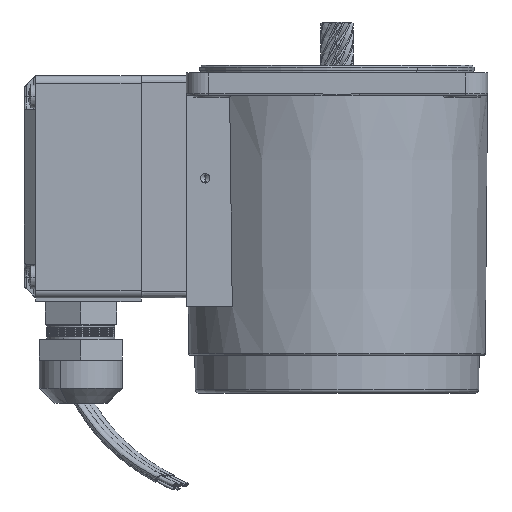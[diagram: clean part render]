
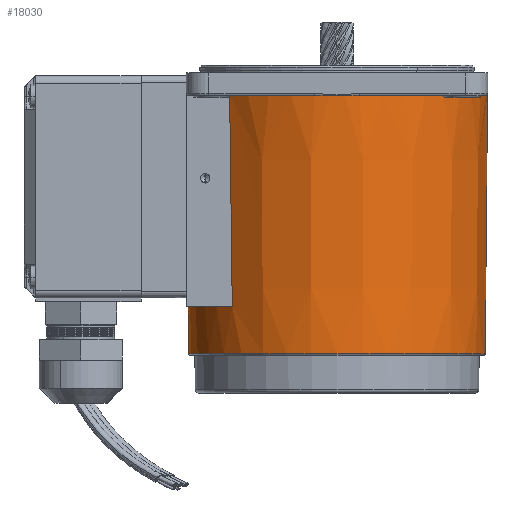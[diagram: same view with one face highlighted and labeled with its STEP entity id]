
A CAD part, left-side view. The second image highlights one B-rep face of the part: STEP entity #18030.
In plain terms, the highlighted conical face has half-angle 0.5 degrees and reference radius 39.35 mm.
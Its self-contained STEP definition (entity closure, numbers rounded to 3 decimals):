
#3378 = VERTEX_POINT ( 'NONE', #22484 ) ;
#3381 = VERTEX_POINT ( 'NONE', #22504 ) ;
#3382 = VERTEX_POINT ( 'NONE', #22503 ) ;
#3386 = EDGE_CURVE ( 'NONE', #3382, #3388, #22558, .T. ) ;
#3388 = VERTEX_POINT ( 'NONE', #22561 ) ;
#3426 = EDGE_CURVE ( 'NONE', #3381, #3378, #22564, .T. ) ;
#3561 = VERTEX_POINT ( 'NONE', #22887 ) ;
#3564 = VERTEX_POINT ( 'NONE', #22863 ) ;
#3573 = VERTEX_POINT ( 'NONE', #22961 ) ;
#3574 = VERTEX_POINT ( 'NONE', #22954 ) ;
#3580 = EDGE_CURVE ( 'NONE', #3573, #3574, #21671, .T. ) ;
#3629 = EDGE_CURVE ( 'NONE', #3561, #3564, #23028, .T. ) ;
#18018 = VERTEX_POINT ( 'NONE', #29252 ) ;
#18021 = ORIENTED_EDGE ( 'NONE', *, *, #18090, .F. ) ;
#18029 = EDGE_CURVE ( 'NONE', #3382, #3381, #29248, .T. ) ;
#18030 = ADVANCED_FACE ( 'NONE', ( #29229 ), #29235, .T. ) ;
#18048 = EDGE_LOOP ( 'NONE', ( #18082, #18084, #18089, #18092, #18083, #18093, #18088, #18021, #18070 ) ) ;
#18069 = EDGE_CURVE ( 'NONE', #3388, #18018, #29298, .T. ) ;
#18070 = ORIENTED_EDGE ( 'NONE', *, *, #18069, .F. ) ;
#18082 = ORIENTED_EDGE ( 'NONE', *, *, #3386, .F. ) ;
#18083 = ORIENTED_EDGE ( 'NONE', *, *, #3580, .F. ) ;
#18084 = ORIENTED_EDGE ( 'NONE', *, *, #18029, .T. ) ;
#18085 = EDGE_CURVE ( 'NONE', #3574, #3378, #29338, .T. ) ;
#18087 = EDGE_CURVE ( 'NONE', #3564, #3573, #29313, .T. ) ;
#18088 = ORIENTED_EDGE ( 'NONE', *, *, #3629, .F. ) ;
#18089 = ORIENTED_EDGE ( 'NONE', *, *, #3426, .T. ) ;
#18090 = EDGE_CURVE ( 'NONE', #18018, #3561, #29322, .T. ) ;
#18092 = ORIENTED_EDGE ( 'NONE', *, *, #18085, .F. ) ;
#18093 = ORIENTED_EDGE ( 'NONE', *, *, #18087, .F. ) ;
#21545 = DIRECTION ( 'NONE',  ( 1., 0., 0. ) ) ;
#21609 = AXIS2_PLACEMENT_3D ( 'NONE', #21643, #21642, #21545 ) ;
#21642 = DIRECTION ( 'NONE',  ( 0., 0., 1. ) ) ;
#21643 = CARTESIAN_POINT ( 'NONE',  ( 0., 0., -6. ) ) ;
#21671 = CIRCLE ( 'NONE', #21609, 39.948 ) ;
#22484 = CARTESIAN_POINT ( 'NONE',  ( 39.948, 0., -6. ) ) ;
#22503 = CARTESIAN_POINT ( 'NONE',  ( -39.35, 0., -74.504 ) ) ;
#22504 = CARTESIAN_POINT ( 'NONE',  ( 39.35, 0., -74.504 ) ) ;
#22555 = DIRECTION ( 'NONE',  ( -0.009, 0., 1. ) ) ;
#22556 = VECTOR ( 'NONE', #22555, 1000. ) ;
#22557 = CARTESIAN_POINT ( 'NONE',  ( -39.35, 0., -74.504 ) ) ;
#22558 = LINE ( 'NONE', #22557, #22556 ) ;
#22561 = CARTESIAN_POINT ( 'NONE',  ( -39.459, 0., -62. ) ) ;
#22563 = CARTESIAN_POINT ( 'NONE',  ( 39.35, 0., -74.504 ) ) ;
#22564 = LINE ( 'NONE', #22563, #22609 ) ;
#22608 = DIRECTION ( 'NONE',  ( 0.009, 0., 1. ) ) ;
#22609 = VECTOR ( 'NONE', #22608, 1000. ) ;
#22863 = CARTESIAN_POINT ( 'NONE',  ( -5.964, -39.5, -6. ) ) ;
#22887 = CARTESIAN_POINT ( 'NONE',  ( -28.492, -28., -6. ) ) ;
#22954 = CARTESIAN_POINT ( 'NONE',  ( 39.5, -5.964, -6. ) ) ;
#22961 = CARTESIAN_POINT ( 'NONE',  ( 5.964, -39.5, -6. ) ) ;
#23028 = CIRCLE ( 'NONE', #23091, 39.948 ) ;
#23033 = CARTESIAN_POINT ( 'NONE',  ( 0., 0., -6. ) ) ;
#23089 = DIRECTION ( 'NONE',  ( 1., 0., 0. ) ) ;
#23090 = DIRECTION ( 'NONE',  ( 0., 0., 1. ) ) ;
#23091 = AXIS2_PLACEMENT_3D ( 'NONE', #23033, #23090, #23089 ) ;
#29229 = FACE_OUTER_BOUND ( 'NONE', #18048, .T. ) ;
#29230 = DIRECTION ( 'NONE',  ( 1., 0., 0. ) ) ;
#29231 = DIRECTION ( 'NONE',  ( 0., 0., 1. ) ) ;
#29232 = CARTESIAN_POINT ( 'NONE',  ( 0., 0., -74.504 ) ) ;
#29235 = CONICAL_SURFACE ( 'NONE', #29245, 39.35, 0.009 ) ;
#29245 = AXIS2_PLACEMENT_3D ( 'NONE', #29232, #29260, #29259 ) ;
#29246 = CARTESIAN_POINT ( 'NONE',  ( 0., 0., -74.504 ) ) ;
#29247 = AXIS2_PLACEMENT_3D ( 'NONE', #29246, #29231, #29230 ) ;
#29248 = CIRCLE ( 'NONE', #29247, 39.35 ) ;
#29252 = CARTESIAN_POINT ( 'NONE',  ( -27.803, -28., -62. ) ) ;
#29259 = DIRECTION ( 'NONE',  ( 1., 0., 0. ) ) ;
#29260 = DIRECTION ( 'NONE',  ( 0., 0., 1. ) ) ;
#29293 = DIRECTION ( 'NONE',  ( 0., 1., 0. ) ) ;
#29294 = DIRECTION ( 'NONE',  ( 0., 0., 1. ) ) ;
#29295 = CARTESIAN_POINT ( 'NONE',  ( 0., 0., -62. ) ) ;
#29297 = AXIS2_PLACEMENT_3D ( 'NONE', #29295, #29294, #29293 ) ;
#29298 = CIRCLE ( 'NONE', #29297, 39.459 ) ;
#29313 = CIRCLE ( 'NONE', #29330, 39.948 ) ;
#29322 = B_SPLINE_CURVE_WITH_KNOTS ( 'NONE', 3,
 ( #29388, #29387, #29386, #29385, #29384, #29383, #29382 ),
 .UNSPECIFIED., .F., .F.,
 ( 4, 3, 4 ),
 ( 0.064, 0.078, 0.12 ),
 .UNSPECIFIED. ) ;
#29327 = DIRECTION ( 'NONE',  ( 1., 0., 0. ) ) ;
#29328 = DIRECTION ( 'NONE',  ( 0., 0., 1. ) ) ;
#29329 = CARTESIAN_POINT ( 'NONE',  ( 0., 0., -6. ) ) ;
#29330 = AXIS2_PLACEMENT_3D ( 'NONE', #29329, #29328, #29327 ) ;
#29332 = DIRECTION ( 'NONE',  ( 1., 0., 0. ) ) ;
#29333 = DIRECTION ( 'NONE',  ( 0., 0., 1. ) ) ;
#29335 = CARTESIAN_POINT ( 'NONE',  ( 0., 0., -6. ) ) ;
#29336 = AXIS2_PLACEMENT_3D ( 'NONE', #29335, #29333, #29332 ) ;
#29338 = CIRCLE ( 'NONE', #29336, 39.948 ) ;
#29382 = CARTESIAN_POINT ( 'NONE',  ( -28.492, -28., -6. ) ) ;
#29383 = CARTESIAN_POINT ( 'NONE',  ( -28.321, -28., -19.992 ) ) ;
#29384 = CARTESIAN_POINT ( 'NONE',  ( -28.149, -28., -33.984 ) ) ;
#29385 = CARTESIAN_POINT ( 'NONE',  ( -27.976, -28., -47.976 ) ) ;
#29386 = CARTESIAN_POINT ( 'NONE',  ( -27.919, -28., -52.651 ) ) ;
#29387 = CARTESIAN_POINT ( 'NONE',  ( -27.861, -28., -57.325 ) ) ;
#29388 = CARTESIAN_POINT ( 'NONE',  ( -27.803, -28., -62. ) ) ;
